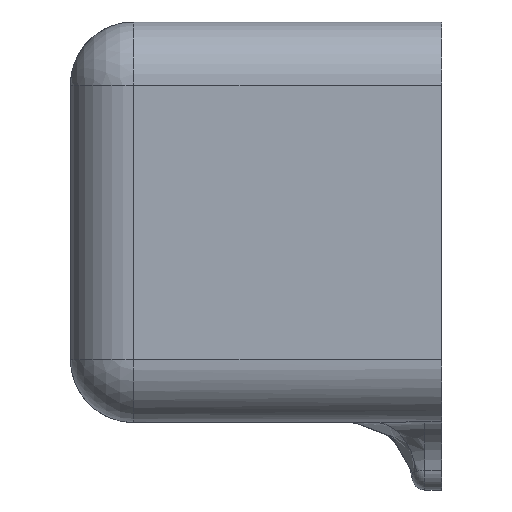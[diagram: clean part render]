
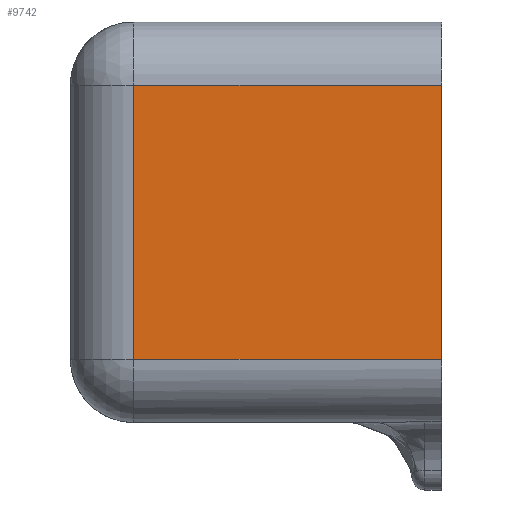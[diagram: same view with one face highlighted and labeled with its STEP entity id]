
A CAD part, left-side view. The second image highlights one B-rep face of the part: STEP entity #9742.
In plain terms, the highlighted planar face has unit normal (-1, 0, 0).
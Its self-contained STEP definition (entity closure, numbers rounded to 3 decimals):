
#64 = VECTOR ( 'NONE', #7570, 1000. ) ;
#203 = AXIS2_PLACEMENT_3D ( 'NONE', #1149, #6138, #2744 ) ;
#351 = PLANE ( 'NONE',  #203 ) ;
#505 = LINE ( 'NONE', #7794, #8527 ) ;
#874 = DIRECTION ( 'NONE',  ( 0., 0., 1. ) ) ;
#1146 = ORIENTED_EDGE ( 'NONE', *, *, #8347, .T. ) ;
#1149 = CARTESIAN_POINT ( 'NONE',  ( -4., 83., 4. ) ) ;
#1192 = FACE_OUTER_BOUND ( 'NONE', #9557, .T. ) ;
#1295 = EDGE_CURVE ( 'NONE', #5513, #5587, #5979, .T. ) ;
#1823 = CARTESIAN_POINT ( 'NONE',  ( -4., 73., -76. ) ) ;
#2221 = CARTESIAN_POINT ( 'NONE',  ( -4., 83., -76. ) ) ;
#2624 = VECTOR ( 'NONE', #5465, 1000. ) ;
#2744 = DIRECTION ( 'NONE',  ( 0., 0., -1. ) ) ;
#3331 = CARTESIAN_POINT ( 'NONE',  ( -4., 0., 4. ) ) ;
#3596 = DIRECTION ( 'NONE',  ( 0., 1., 0. ) ) ;
#3690 = ORIENTED_EDGE ( 'NONE', *, *, #1295, .T. ) ;
#3838 = CARTESIAN_POINT ( 'NONE',  ( -4., 73., -11. ) ) ;
#4510 = CARTESIAN_POINT ( 'NONE',  ( -4., 0., -76. ) ) ;
#5465 = DIRECTION ( 'NONE',  ( 0., -1., 0. ) ) ;
#5513 = VERTEX_POINT ( 'NONE', #4510 ) ;
#5587 = VERTEX_POINT ( 'NONE', #9450 ) ;
#5855 = VECTOR ( 'NONE', #874, 1000. ) ;
#5910 = CARTESIAN_POINT ( 'NONE',  ( -4., 73., -91. ) ) ;
#5979 = LINE ( 'NONE', #3331, #5855 ) ;
#6086 = ORIENTED_EDGE ( 'NONE', *, *, #7721, .T. ) ;
#6138 = DIRECTION ( 'NONE',  ( 1., 0., 0. ) ) ;
#7246 = VERTEX_POINT ( 'NONE', #1823 ) ;
#7570 = DIRECTION ( 'NONE',  ( 0., 0., -1. ) ) ;
#7721 = EDGE_CURVE ( 'NONE', #7829, #7246, #10008, .T. ) ;
#7794 = CARTESIAN_POINT ( 'NONE',  ( -4., 83., -11. ) ) ;
#7829 = VERTEX_POINT ( 'NONE', #3838 ) ;
#8347 = EDGE_CURVE ( 'NONE', #7246, #5513, #9405, .T. ) ;
#8443 = ORIENTED_EDGE ( 'NONE', *, *, #9638, .T. ) ;
#8527 = VECTOR ( 'NONE', #3596, 1000. ) ;
#9405 = LINE ( 'NONE', #2221, #2624 ) ;
#9450 = CARTESIAN_POINT ( 'NONE',  ( -4., 0., -11. ) ) ;
#9557 = EDGE_LOOP ( 'NONE', ( #6086, #1146, #3690, #8443 ) ) ;
#9638 = EDGE_CURVE ( 'NONE', #5587, #7829, #505, .T. ) ;
#9742 = ADVANCED_FACE ( 'NONE', ( #1192 ), #351, .F. ) ;
#10008 = LINE ( 'NONE', #5910, #64 ) ;
